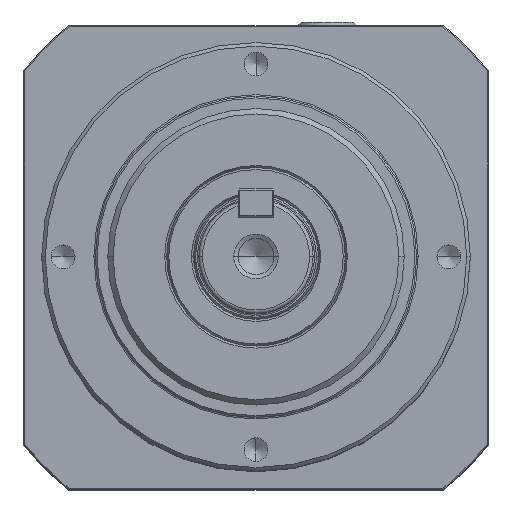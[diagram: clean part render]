
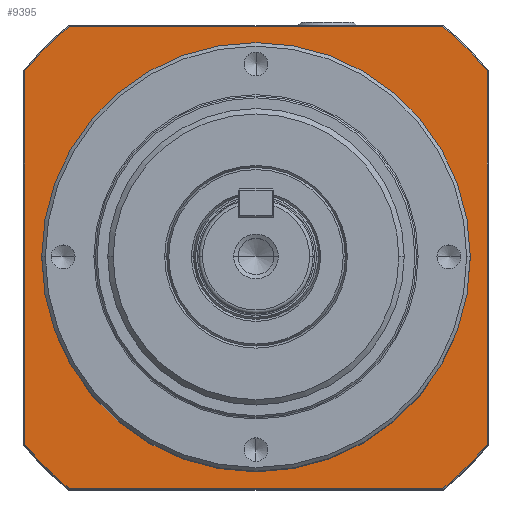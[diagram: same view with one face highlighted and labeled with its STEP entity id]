
A CAD part, top view. The second image highlights one B-rep face of the part: STEP entity #9395.
In plain terms, the highlighted planar face has unit normal (0, 0, 1).
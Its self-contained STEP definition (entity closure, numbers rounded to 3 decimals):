
#114 = VERTEX_POINT ( 'NONE', #10108 ) ;
#484 = EDGE_CURVE ( 'NONE', #2372, #5214, #610, .T. ) ;
#610 = LINE ( 'NONE', #4938, #12434 ) ;
#733 = CARTESIAN_POINT ( 'NONE',  ( 0., 0., -126.5 ) ) ;
#935 = EDGE_LOOP ( 'NONE', ( #11123, #5406 ) ) ;
#975 = VERTEX_POINT ( 'NONE', #12976 ) ;
#984 = DIRECTION ( 'NONE',  ( 1., 0., 0. ) ) ;
#1028 = DIRECTION ( 'NONE',  ( 0., -1., 0. ) ) ;
#1131 = DIRECTION ( 'NONE',  ( 0., 0., -1. ) ) ;
#1409 = VERTEX_POINT ( 'NONE', #2827 ) ;
#1668 = EDGE_CURVE ( 'NONE', #5214, #12021, #9854, .T. ) ;
#1879 = DIRECTION ( 'NONE',  ( 1., 0., 0. ) ) ;
#1934 = EDGE_CURVE ( 'NONE', #9726, #6336, #6815, .T. ) ;
#2274 = CARTESIAN_POINT ( 'NONE',  ( 0., 0., -126.5 ) ) ;
#2325 = CIRCLE ( 'NONE', #10989, 47.2 ) ;
#2361 = ORIENTED_EDGE ( 'NONE', *, *, #1934, .F. ) ;
#2372 = VERTEX_POINT ( 'NONE', #6189 ) ;
#2530 = ORIENTED_EDGE ( 'NONE', *, *, #9952, .F. ) ;
#2601 = CIRCLE ( 'NONE', #8024, 83.2 ) ;
#2825 = AXIS2_PLACEMENT_3D ( 'NONE', #10426, #9414, #11316 ) ;
#2827 = CARTESIAN_POINT ( 'NONE',  ( -64.7, 52.308, -126.5 ) ) ;
#2966 = DIRECTION ( 'NONE',  ( 0., 0., -1. ) ) ;
#3122 = VERTEX_POINT ( 'NONE', #13054 ) ;
#3207 = EDGE_CURVE ( 'NONE', #1409, #3122, #2601, .T. ) ;
#3518 = FACE_BOUND ( 'NONE', #935, .T. ) ;
#3587 = EDGE_CURVE ( 'NONE', #3122, #9726, #3955, .T. ) ;
#3652 = CARTESIAN_POINT ( 'NONE',  ( 0., 0., -126.5 ) ) ;
#3705 = CARTESIAN_POINT ( 'NONE',  ( 52.308, 64.7, -126.5 ) ) ;
#3757 = ORIENTED_EDGE ( 'NONE', *, *, #12060, .F. ) ;
#3794 = FACE_OUTER_BOUND ( 'NONE', #6915, .T. ) ;
#3955 = LINE ( 'NONE', #6042, #6503 ) ;
#4236 = AXIS2_PLACEMENT_3D ( 'NONE', #2274, #1131, #11371 ) ;
#4547 = EDGE_CURVE ( 'NONE', #11166, #114, #5421, .T. ) ;
#4647 = CIRCLE ( 'NONE', #8345, 83.2 ) ;
#4712 = ORIENTED_EDGE ( 'NONE', *, *, #3207, .F. ) ;
#4849 = DIRECTION ( 'NONE',  ( 0., 0., -1. ) ) ;
#4938 = CARTESIAN_POINT ( 'NONE',  ( 52.308, -64.7, -126.5 ) ) ;
#5214 = VERTEX_POINT ( 'NONE', #9968 ) ;
#5406 = ORIENTED_EDGE ( 'NONE', *, *, #4547, .F. ) ;
#5421 = CIRCLE ( 'NONE', #2825, 47.2 ) ;
#5653 = DIRECTION ( 'NONE',  ( 0., 0., -1. ) ) ;
#6042 = CARTESIAN_POINT ( 'NONE',  ( -52.308, 64.7, -126.5 ) ) ;
#6189 = CARTESIAN_POINT ( 'NONE',  ( 52.308, -64.7, -126.5 ) ) ;
#6245 = LINE ( 'NONE', #10387, #12285 ) ;
#6290 = CARTESIAN_POINT ( 'NONE',  ( 64.7, 52.308, -126.5 ) ) ;
#6336 = VERTEX_POINT ( 'NONE', #13176 ) ;
#6503 = VECTOR ( 'NONE', #984, 1000. ) ;
#6754 = DIRECTION ( 'NONE',  ( 1., 0., 0. ) ) ;
#6815 = CIRCLE ( 'NONE', #4236, 83.2 ) ;
#6860 = VECTOR ( 'NONE', #1028, 1000. ) ;
#6915 = EDGE_LOOP ( 'NONE', ( #12926, #11231, #10689, #2530, #3757, #2361, #12299, #4712 ) ) ;
#7623 = CARTESIAN_POINT ( 'NONE',  ( 0., 0., -126.5 ) ) ;
#8024 = AXIS2_PLACEMENT_3D ( 'NONE', #10757, #4849, #10883 ) ;
#8345 = AXIS2_PLACEMENT_3D ( 'NONE', #733, #2966, #1879 ) ;
#9395 = ADVANCED_FACE ( 'NONE', ( #3794, #3518 ), #11995, .T. ) ;
#9414 = DIRECTION ( 'NONE',  ( 0., 0., 1. ) ) ;
#9700 = DIRECTION ( 'NONE',  ( -1., 0., 0. ) ) ;
#9726 = VERTEX_POINT ( 'NONE', #3705 ) ;
#9810 = DIRECTION ( 'NONE',  ( -1., 0., 0. ) ) ;
#9854 = CIRCLE ( 'NONE', #12466, 83.2 ) ;
#9952 = EDGE_CURVE ( 'NONE', #975, #2372, #4647, .T. ) ;
#9968 = CARTESIAN_POINT ( 'NONE',  ( -52.308, -64.7, -126.5 ) ) ;
#10108 = CARTESIAN_POINT ( 'NONE',  ( -47.2, 0., -126.5 ) ) ;
#10305 = LINE ( 'NONE', #6290, #6860 ) ;
#10341 = CARTESIAN_POINT ( 'NONE',  ( 47.2, 0., -126.5 ) ) ;
#10387 = CARTESIAN_POINT ( 'NONE',  ( -64.7, -52.308, -126.5 ) ) ;
#10426 = CARTESIAN_POINT ( 'NONE',  ( 0., 0., -126.5 ) ) ;
#10574 = CARTESIAN_POINT ( 'NONE',  ( -64.7, -52.308, -126.5 ) ) ;
#10689 = ORIENTED_EDGE ( 'NONE', *, *, #484, .F. ) ;
#10757 = CARTESIAN_POINT ( 'NONE',  ( 0., 0., -126.5 ) ) ;
#10883 = DIRECTION ( 'NONE',  ( -1., 0., 0. ) ) ;
#10912 = DIRECTION ( 'NONE',  ( 0., 0., 1. ) ) ;
#10989 = AXIS2_PLACEMENT_3D ( 'NONE', #12894, #11933, #9700 ) ;
#11123 = ORIENTED_EDGE ( 'NONE', *, *, #13053, .F. ) ;
#11166 = VERTEX_POINT ( 'NONE', #10341 ) ;
#11231 = ORIENTED_EDGE ( 'NONE', *, *, #1668, .F. ) ;
#11316 = DIRECTION ( 'NONE',  ( -1., 0., 0. ) ) ;
#11371 = DIRECTION ( 'NONE',  ( 1., 0., 0. ) ) ;
#11608 = DIRECTION ( 'NONE',  ( 0., 1., 0. ) ) ;
#11702 = EDGE_CURVE ( 'NONE', #12021, #1409, #6245, .T. ) ;
#11771 = DIRECTION ( 'NONE',  ( -1., 0., 0. ) ) ;
#11800 = AXIS2_PLACEMENT_3D ( 'NONE', #3652, #10912, #6754 ) ;
#11933 = DIRECTION ( 'NONE',  ( 0., 0., 1. ) ) ;
#11995 = PLANE ( 'NONE',  #11800 ) ;
#12021 = VERTEX_POINT ( 'NONE', #10574 ) ;
#12060 = EDGE_CURVE ( 'NONE', #6336, #975, #10305, .T. ) ;
#12285 = VECTOR ( 'NONE', #11608, 1000. ) ;
#12299 = ORIENTED_EDGE ( 'NONE', *, *, #3587, .F. ) ;
#12434 = VECTOR ( 'NONE', #9810, 1000. ) ;
#12466 = AXIS2_PLACEMENT_3D ( 'NONE', #7623, #5653, #11771 ) ;
#12894 = CARTESIAN_POINT ( 'NONE',  ( 0., 0., -126.5 ) ) ;
#12926 = ORIENTED_EDGE ( 'NONE', *, *, #11702, .F. ) ;
#12976 = CARTESIAN_POINT ( 'NONE',  ( 64.7, -52.308, -126.5 ) ) ;
#13053 = EDGE_CURVE ( 'NONE', #114, #11166, #2325, .T. ) ;
#13054 = CARTESIAN_POINT ( 'NONE',  ( -52.308, 64.7, -126.5 ) ) ;
#13176 = CARTESIAN_POINT ( 'NONE',  ( 64.7, 52.308, -126.5 ) ) ;
